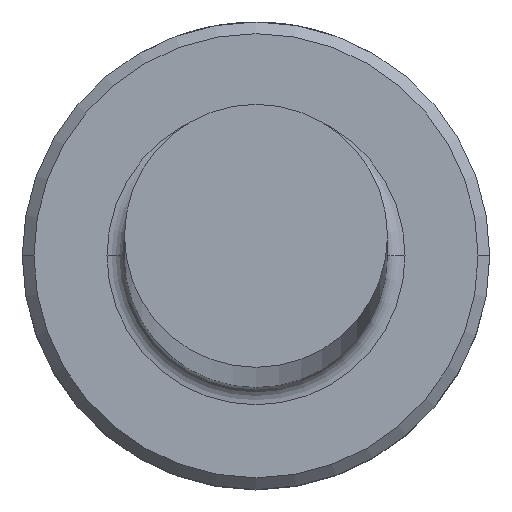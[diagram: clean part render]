
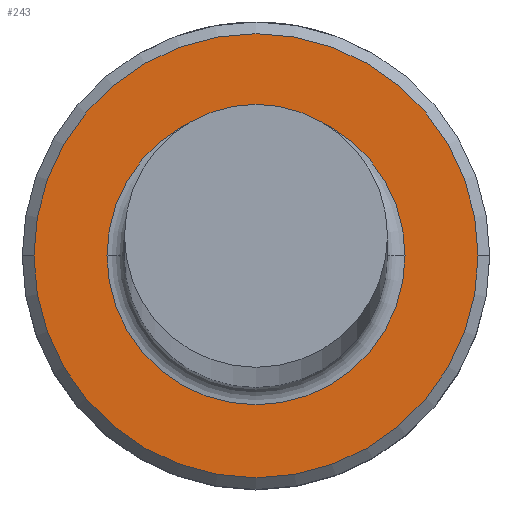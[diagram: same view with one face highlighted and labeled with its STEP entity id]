
A CAD part, top view. The second image highlights one B-rep face of the part: STEP entity #243.
In plain terms, the highlighted planar face has unit normal (0, 0, 1).
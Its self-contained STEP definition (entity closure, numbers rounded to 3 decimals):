
#52 = DIRECTION ( 'NONE',  ( 0., 0., -1. ) ) ;
#78 = ORIENTED_EDGE ( 'NONE', *, *, #100, .T. ) ;
#91 = CARTESIAN_POINT ( 'NONE',  ( 0., 0., 5. ) ) ;
#93 = ORIENTED_EDGE ( 'NONE', *, *, #897, .T. ) ;
#100 = EDGE_CURVE ( 'NONE', #349, #879, #647, .T. ) ;
#120 = CARTESIAN_POINT ( 'NONE',  ( 2.55, 0., 5. ) ) ;
#151 = EDGE_LOOP ( 'NONE', ( #93, #1145 ) ) ;
#182 = DIRECTION ( 'NONE',  ( 1., 0., 0. ) ) ;
#243 = ADVANCED_FACE ( 'NONE', ( #432, #600 ), #664, .T. ) ;
#245 = CARTESIAN_POINT ( 'NONE',  ( 0., 0., 5. ) ) ;
#329 = DIRECTION ( 'NONE',  ( 1., 0., 0. ) ) ;
#344 = EDGE_LOOP ( 'NONE', ( #78, #639 ) ) ;
#349 = VERTEX_POINT ( 'NONE', #596 ) ;
#421 = CARTESIAN_POINT ( 'NONE',  ( -3.8, 0., 5. ) ) ;
#432 = FACE_OUTER_BOUND ( 'NONE', #151, .T. ) ;
#437 = DIRECTION ( 'NONE',  ( 0., 0., -1. ) ) ;
#447 = CIRCLE ( 'NONE', #961, 2.55 ) ;
#458 = VERTEX_POINT ( 'NONE', #1059 ) ;
#480 = AXIS2_PLACEMENT_3D ( 'NONE', #1015, #484, #1101 ) ;
#484 = DIRECTION ( 'NONE',  ( 0., 0., 1. ) ) ;
#581 = VERTEX_POINT ( 'NONE', #421 ) ;
#582 = CARTESIAN_POINT ( 'NONE',  ( 0., 0., 5. ) ) ;
#596 = CARTESIAN_POINT ( 'NONE',  ( -2.55, 0., 5. ) ) ;
#600 = FACE_BOUND ( 'NONE', #344, .T. ) ;
#639 = ORIENTED_EDGE ( 'NONE', *, *, #986, .T. ) ;
#647 = CIRCLE ( 'NONE', #1113, 2.55 ) ;
#664 = PLANE ( 'NONE',  #983 ) ;
#666 = DIRECTION ( 'NONE',  ( -1., 0., 0. ) ) ;
#695 = EDGE_CURVE ( 'NONE', #458, #581, #957, .T. ) ;
#705 = DIRECTION ( 'NONE',  ( 0., 0., 1. ) ) ;
#720 = CIRCLE ( 'NONE', #480, 3.8 ) ;
#879 = VERTEX_POINT ( 'NONE', #120 ) ;
#897 = EDGE_CURVE ( 'NONE', #581, #458, #720, .T. ) ;
#936 = DIRECTION ( 'NONE',  ( 0., 0., 1. ) ) ;
#957 = CIRCLE ( 'NONE', #1042, 3.8 ) ;
#961 = AXIS2_PLACEMENT_3D ( 'NONE', #582, #52, #666 ) ;
#968 = CARTESIAN_POINT ( 'NONE',  ( 0., 0., 5. ) ) ;
#983 = AXIS2_PLACEMENT_3D ( 'NONE', #245, #936, #329 ) ;
#986 = EDGE_CURVE ( 'NONE', #879, #349, #447, .T. ) ;
#1015 = CARTESIAN_POINT ( 'NONE',  ( 0., 0., 5. ) ) ;
#1042 = AXIS2_PLACEMENT_3D ( 'NONE', #91, #705, #182 ) ;
#1056 = DIRECTION ( 'NONE',  ( -1., 0., 0. ) ) ;
#1059 = CARTESIAN_POINT ( 'NONE',  ( 3.8, 0., 5. ) ) ;
#1101 = DIRECTION ( 'NONE',  ( 1., 0., 0. ) ) ;
#1113 = AXIS2_PLACEMENT_3D ( 'NONE', #968, #437, #1056 ) ;
#1145 = ORIENTED_EDGE ( 'NONE', *, *, #695, .T. ) ;
